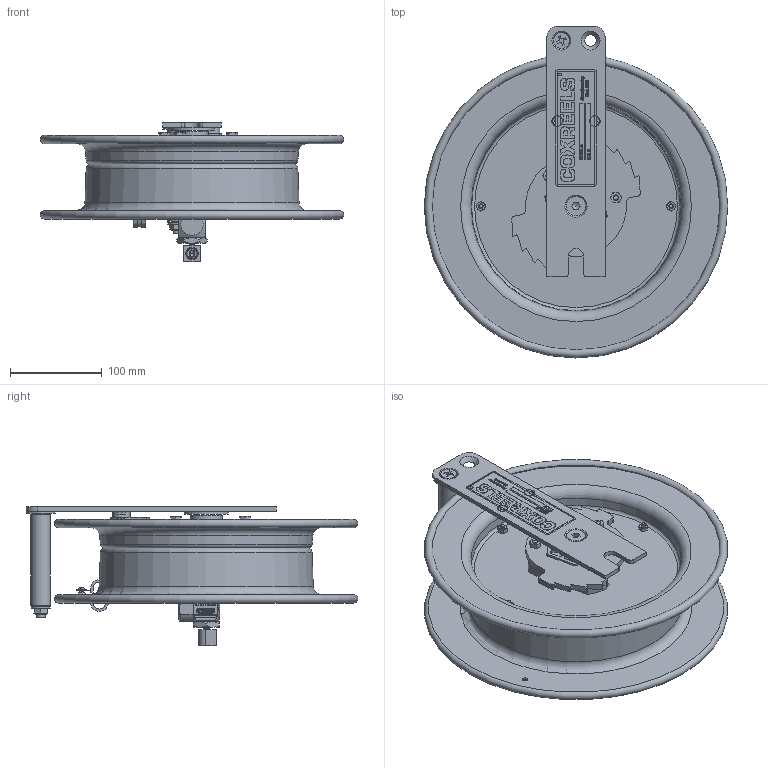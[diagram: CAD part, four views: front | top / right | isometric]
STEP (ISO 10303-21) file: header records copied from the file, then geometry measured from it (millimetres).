
FILE_DESCRIPTION(/* description */ (''),/* implementation_level */ '2;1');
FILE_NAME(/* name */ 'SL13-L125_SHARED.stp',/* time_stamp */ '2016-03-09T10:09:03-07:00',/* author */ ('JKucera'),/* organization */ (''),/* preprocessor_version */ 'ST-DEVELOPER v15.6',/* originating_system */ 'Autodesk Inventor 2015',/* authorisation */ '');
FILE_SCHEMA (('AUTOMOTIVE_DESIGN { 1 0 10303 214 3 1 1 }'));
Length unit declared in the file: inch
Products named in the file (1): SL13-L125_SHARED
Bounding box: 330.2 x 361.12 x 151.5 mm (x, y, z)
Surface area: 493658.9 mm2 (no closed solid volume)
Topology: 0 solids, 105 shells, 358 faces, 3267 edges, 2943 vertices
Faces by surface type: plane 224, cylinder 77, cone 35, torus 14, sphere 5, bspline 3
Full cylindrical faces by diameter (mm): 4.826 x5, 5.588 x1, 9.525 x1, 12.7 x1, 14.224 x1, 19.05 x1, 20.574 x1, 20.625 x3, 21.336 x1, 31.75 x1, 35.052 x1, 39.624 x1, 48.26 x1
Entity records: 30858 total; most frequent: CARTESIAN_POINT 9348, ORIENTED_EDGE 3676, DIRECTION 3460, EDGE_CURVE 3195, VERTEX_POINT 2924, LINE 1828, VECTOR 1828, AXIS2_PLACEMENT_3D 816
